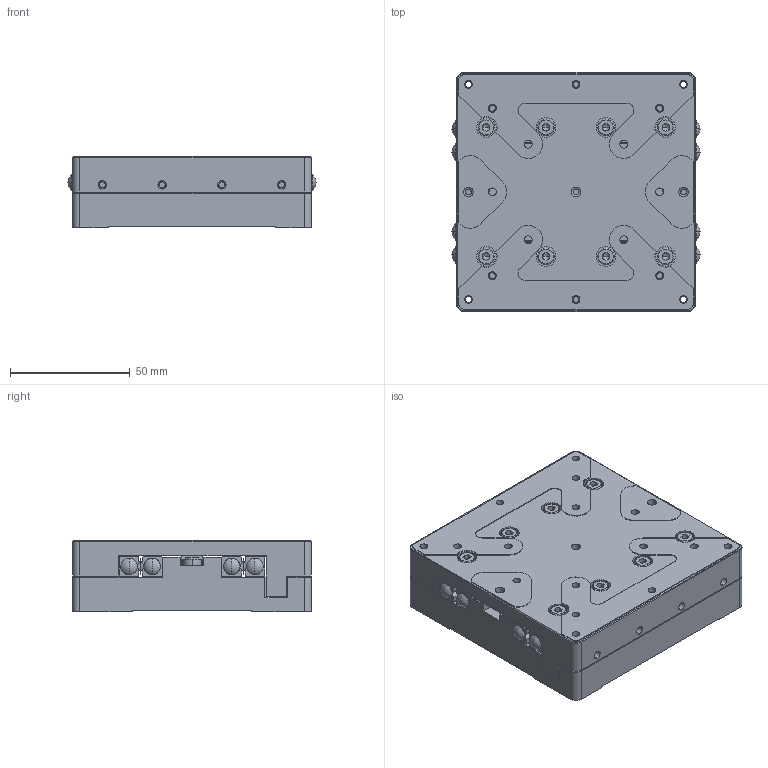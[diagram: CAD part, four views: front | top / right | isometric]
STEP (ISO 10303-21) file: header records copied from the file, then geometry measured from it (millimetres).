
FILE_DESCRIPTION (( 'STEP AP203' ), '1' );
FILE_NAME ('527456.STEP', '2025-04-09T09:27:39', ( 'Windows User' ), ( 'P R C' ), 'SwSTEP 2.0', 'SolidWorks 2020', '' );
FILE_SCHEMA (( 'CONFIG_CONTROL_DESIGN' ));
Length unit declared in the file: millimetre
Products named in the file (11): DG_LS3-1050-JCEL-401.STEP; VR3-100x14Z.STEP; HT_LS3-1050_JCEL-401.STEP; MZ_LS3-1050-JCEL-401.STEP; 527456; XWZ.STEP; VR3_100_GD.STEP; JZ_LS3-1050_JCEL-401.STEP; 527456-527476.STEP; socket head cap screw_din_DIN 912 M4 x 6 --- 6N.STEP; VR3_14Z_BCJ.STEP
Assembly tree (25 placements, depth 4):
  527456
    527456-527476.STEP
      VR3-100x14Z.STEP  x2
        VR3_100_GD.STEP
        VR3_14Z_BCJ.STEP
      JZ_LS3-1050_JCEL-401.STEP
      HT_LS3-1050_JCEL-401.STEP
      XWZ.STEP  x2
      DG_LS3-1050-JCEL-401.STEP
      MZ_LS3-1050-JCEL-401.STEP  x2
      socket head cap screw_din_DIN 912 M4 x 6 --- 6N.STEP  x12
Bounding box: 103.8 x 100 x 30 mm (x, y, z)
Volume: 291442.9 mm3; surface area: 99060.9 mm2
Topology: 25 solids, 25 shells, 1403 faces, 3368 edges, 2104 vertices
Faces by surface type: plane 640, cylinder 553, cone 130, torus 64, bspline 16
Entity records: 27538 total; most frequent: CARTESIAN_POINT 4896, DIRECTION 4598, ORIENTED_EDGE 4242, EDGE_CURVE 2121, AXIS2_PLACEMENT_3D 1693, VERTEX_POINT 1367, LINE 1212, VECTOR 1212
